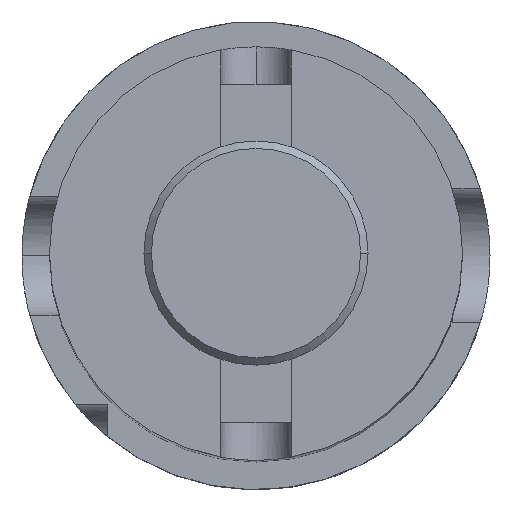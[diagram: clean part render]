
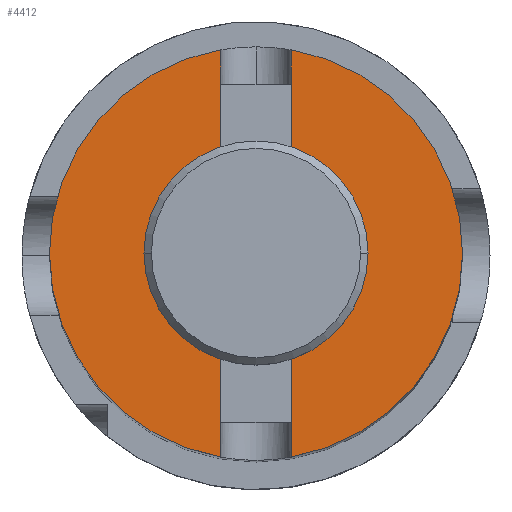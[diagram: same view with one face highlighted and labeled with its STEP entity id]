
A CAD part, top view. The second image highlights one B-rep face of the part: STEP entity #4412.
In plain terms, the highlighted planar face has unit normal (0, 0, 1).
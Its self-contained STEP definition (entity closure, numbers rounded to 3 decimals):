
#27 = ORIENTED_EDGE ( 'NONE', *, *, #3174, .F. ) ;
#55 = CARTESIAN_POINT ( 'NONE',  ( -4.762, 27.813, 203.2 ) ) ;
#126 = DIRECTION ( 'NONE',  ( 1., 0., 0. ) ) ;
#139 = EDGE_CURVE ( 'NONE', #1124, #1918, #1914, .T. ) ;
#147 = CARTESIAN_POINT ( 'NONE',  ( 4.763, -22.775, 203.2 ) ) ;
#167 = CARTESIAN_POINT ( 'NONE',  ( 27.813, 0., 203.2 ) ) ;
#221 = VERTEX_POINT ( 'NONE', #2930 ) ;
#226 = ORIENTED_EDGE ( 'NONE', *, *, #1322, .T. ) ;
#299 = DIRECTION ( 'NONE',  ( 0., 1., 0. ) ) ;
#370 = VECTOR ( 'NONE', #1930, 1000. ) ;
#376 = LINE ( 'NONE', #3030, #2007 ) ;
#410 = EDGE_LOOP ( 'NONE', ( #1147, #4201 ) ) ;
#445 = AXIS2_PLACEMENT_3D ( 'NONE', #3211, #1102, #3563 ) ;
#487 = CARTESIAN_POINT ( 'NONE',  ( 0., 0., 203.2 ) ) ;
#635 = AXIS2_PLACEMENT_3D ( 'NONE', #3703, #1584, #4051 ) ;
#668 = ORIENTED_EDGE ( 'NONE', *, *, #1646, .T. ) ;
#675 = VECTOR ( 'NONE', #126, 1000. ) ;
#704 = CARTESIAN_POINT ( 'NONE',  ( 4.763, 22.775, 203.2 ) ) ;
#746 = ORIENTED_EDGE ( 'NONE', *, *, #1957, .F. ) ;
#750 = VECTOR ( 'NONE', #299, 1000. ) ;
#809 = VECTOR ( 'NONE', #4324, 1000. ) ;
#837 = DIRECTION ( 'NONE',  ( -1., 0., 0. ) ) ;
#849 = VERTEX_POINT ( 'NONE', #1017 ) ;
#860 = VERTEX_POINT ( 'NONE', #1344 ) ;
#911 = ORIENTED_EDGE ( 'NONE', *, *, #4021, .F. ) ;
#926 = CARTESIAN_POINT ( 'NONE',  ( 4.763, 27.813, 203.2 ) ) ;
#938 = CARTESIAN_POINT ( 'NONE',  ( -4.762, 27.813, 203.2 ) ) ;
#939 = CARTESIAN_POINT ( 'NONE',  ( 0., 0., 203.2 ) ) ;
#998 = FACE_BOUND ( 'NONE', #410, .T. ) ;
#1014 = EDGE_CURVE ( 'NONE', #3632, #849, #4196, .T. ) ;
#1017 = CARTESIAN_POINT ( 'NONE',  ( 12.7, 0., 203.2 ) ) ;
#1081 = VECTOR ( 'NONE', #1734, 1000. ) ;
#1102 = DIRECTION ( 'NONE',  ( 0., 0., -1. ) ) ;
#1124 = VERTEX_POINT ( 'NONE', #2641 ) ;
#1135 = CIRCLE ( 'NONE', #445, 12.7 ) ;
#1136 = CARTESIAN_POINT ( 'NONE',  ( -4.762, -27.402, 203.2 ) ) ;
#1147 = ORIENTED_EDGE ( 'NONE', *, *, #1014, .T. ) ;
#1149 = DIRECTION ( 'NONE',  ( 0., 0., -1. ) ) ;
#1214 = CARTESIAN_POINT ( 'NONE',  ( 0., 0., 203.2 ) ) ;
#1270 = DIRECTION ( 'NONE',  ( 1., 0., 0. ) ) ;
#1281 = DIRECTION ( 'NONE',  ( -1., 0., 0. ) ) ;
#1300 = VECTOR ( 'NONE', #3372, 1000. ) ;
#1314 = VECTOR ( 'NONE', #2993, 1000. ) ;
#1322 = EDGE_CURVE ( 'NONE', #2898, #2423, #3206, .T. ) ;
#1344 = CARTESIAN_POINT ( 'NONE',  ( 4.763, -27.402, 203.2 ) ) ;
#1450 = CARTESIAN_POINT ( 'NONE',  ( -4.763, 13.25, 203.2 ) ) ;
#1515 = LINE ( 'NONE', #926, #1300 ) ;
#1519 = LINE ( 'NONE', #2969, #370 ) ;
#1567 = VERTEX_POINT ( 'NONE', #3758 ) ;
#1584 = DIRECTION ( 'NONE',  ( 0., 0., -1. ) ) ;
#1646 = EDGE_CURVE ( 'NONE', #2920, #2898, #3945, .T. ) ;
#1679 = LINE ( 'NONE', #2739, #750 ) ;
#1682 = AXIS2_PLACEMENT_3D ( 'NONE', #3940, #1830, #4298 ) ;
#1703 = LINE ( 'NONE', #2221, #675 ) ;
#1713 = ORIENTED_EDGE ( 'NONE', *, *, #1965, .F. ) ;
#1724 = CIRCLE ( 'NONE', #4103, 27.813 ) ;
#1732 = LINE ( 'NONE', #2885, #809 ) ;
#1734 = DIRECTION ( 'NONE',  ( 0., -1., 0. ) ) ;
#1810 = PLANE ( 'NONE',  #2057 ) ;
#1830 = DIRECTION ( 'NONE',  ( 0., 0., -1. ) ) ;
#1866 = ORIENTED_EDGE ( 'NONE', *, *, #3347, .F. ) ;
#1914 = LINE ( 'NONE', #938, #1314 ) ;
#1918 = VERTEX_POINT ( 'NONE', #2995 ) ;
#1930 = DIRECTION ( 'NONE',  ( 0., -1., 0. ) ) ;
#1957 = EDGE_CURVE ( 'NONE', #2812, #4018, #3889, .T. ) ;
#1965 = EDGE_CURVE ( 'NONE', #2920, #1567, #376, .T. ) ;
#1993 = ORIENTED_EDGE ( 'NONE', *, *, #2602, .T. ) ;
#2003 = LINE ( 'NONE', #4199, #1081 ) ;
#2007 = VECTOR ( 'NONE', #1270, 1000. ) ;
#2053 = CIRCLE ( 'NONE', #1682, 27.813 ) ;
#2057 = AXIS2_PLACEMENT_3D ( 'NONE', #3911, #4281, #2157 ) ;
#2072 = ORIENTED_EDGE ( 'NONE', *, *, #3904, .T. ) ;
#2157 = DIRECTION ( 'NONE',  ( 1., 0., 0. ) ) ;
#2174 = VERTEX_POINT ( 'NONE', #3165 ) ;
#2204 = ORIENTED_EDGE ( 'NONE', *, *, #2507, .T. ) ;
#2218 = ORIENTED_EDGE ( 'NONE', *, *, #3626, .F. ) ;
#2221 = CARTESIAN_POINT ( 'NONE',  ( -4.762, -13.25, 203.2 ) ) ;
#2259 = VECTOR ( 'NONE', #3281, 1000. ) ;
#2265 = EDGE_CURVE ( 'NONE', #849, #3632, #1135, .T. ) ;
#2345 = EDGE_CURVE ( 'NONE', #1918, #2812, #1732, .T. ) ;
#2423 = VERTEX_POINT ( 'NONE', #2940 ) ;
#2502 = EDGE_LOOP ( 'NONE', ( #4093, #2072, #1866, #27, #4352, #2218, #1993, #2204, #1713, #668, #226, #911, #746, #2936 ) ) ;
#2507 = EDGE_CURVE ( 'NONE', #3789, #1567, #1519, .T. ) ;
#2602 = EDGE_CURVE ( 'NONE', #2174, #3789, #2003, .T. ) ;
#2619 = CARTESIAN_POINT ( 'NONE',  ( -27.813, 0., 203.2 ) ) ;
#2630 = CARTESIAN_POINT ( 'NONE',  ( -4.762, 27.813, 203.2 ) ) ;
#2641 = CARTESIAN_POINT ( 'NONE',  ( -4.763, -13.25, 203.2 ) ) ;
#2739 = CARTESIAN_POINT ( 'NONE',  ( 4.763, 27.813, 203.2 ) ) ;
#2812 = VERTEX_POINT ( 'NONE', #1136 ) ;
#2843 = FACE_OUTER_BOUND ( 'NONE', #2502, .T. ) ;
#2853 = DIRECTION ( 'NONE',  ( 0., 1., 0. ) ) ;
#2885 = CARTESIAN_POINT ( 'NONE',  ( -4.762, 27.813, 203.2 ) ) ;
#2898 = VERTEX_POINT ( 'NONE', #4396 ) ;
#2920 = VERTEX_POINT ( 'NONE', #1450 ) ;
#2927 = DIRECTION ( 'NONE',  ( 0., 0., -1. ) ) ;
#2930 = CARTESIAN_POINT ( 'NONE',  ( 4.763, -13.25, 203.2 ) ) ;
#2936 = ORIENTED_EDGE ( 'NONE', *, *, #2345, .F. ) ;
#2940 = CARTESIAN_POINT ( 'NONE',  ( -4.762, 27.402, 203.2 ) ) ;
#2946 = EDGE_CURVE ( 'NONE', #3094, #860, #2053, .T. ) ;
#2969 = CARTESIAN_POINT ( 'NONE',  ( 4.763, 27.813, 203.2 ) ) ;
#2993 = DIRECTION ( 'NONE',  ( 0., -1., 0. ) ) ;
#2995 = CARTESIAN_POINT ( 'NONE',  ( -4.763, -22.775, 203.2 ) ) ;
#3009 = VECTOR ( 'NONE', #2853, 1000. ) ;
#3030 = CARTESIAN_POINT ( 'NONE',  ( -4.762, 13.25, 203.2 ) ) ;
#3094 = VERTEX_POINT ( 'NONE', #167 ) ;
#3133 = CIRCLE ( 'NONE', #635, 27.813 ) ;
#3165 = CARTESIAN_POINT ( 'NONE',  ( 4.763, 27.402, 203.2 ) ) ;
#3174 = EDGE_CURVE ( 'NONE', #860, #3943, #1515, .T. ) ;
#3206 = LINE ( 'NONE', #2630, #2259 ) ;
#3211 = CARTESIAN_POINT ( 'NONE',  ( 0., 0., 203.2 ) ) ;
#3281 = DIRECTION ( 'NONE',  ( 0., 1., 0. ) ) ;
#3286 = CARTESIAN_POINT ( 'NONE',  ( -12.7, 0., 203.2 ) ) ;
#3347 = EDGE_CURVE ( 'NONE', #3943, #221, #1679, .T. ) ;
#3372 = DIRECTION ( 'NONE',  ( 0., 1., 0. ) ) ;
#3386 = DIRECTION ( 'NONE',  ( 0., 0., -1. ) ) ;
#3563 = DIRECTION ( 'NONE',  ( -1., 0., 0. ) ) ;
#3626 = EDGE_CURVE ( 'NONE', #2174, #3094, #1724, .T. ) ;
#3632 = VERTEX_POINT ( 'NONE', #3286 ) ;
#3703 = CARTESIAN_POINT ( 'NONE',  ( 0., 0., 203.2 ) ) ;
#3758 = CARTESIAN_POINT ( 'NONE',  ( 4.763, 13.25, 203.2 ) ) ;
#3789 = VERTEX_POINT ( 'NONE', #704 ) ;
#3889 = CIRCLE ( 'NONE', #3915, 27.813 ) ;
#3904 = EDGE_CURVE ( 'NONE', #1124, #221, #1703, .T. ) ;
#3911 = CARTESIAN_POINT ( 'NONE',  ( 0., 27.813, 203.2 ) ) ;
#3915 = AXIS2_PLACEMENT_3D ( 'NONE', #939, #3386, #1281 ) ;
#3940 = CARTESIAN_POINT ( 'NONE',  ( 0., 0., 203.2 ) ) ;
#3943 = VERTEX_POINT ( 'NONE', #147 ) ;
#3944 = AXIS2_PLACEMENT_3D ( 'NONE', #1214, #1149, #4301 ) ;
#3945 = LINE ( 'NONE', #55, #3009 ) ;
#4018 = VERTEX_POINT ( 'NONE', #2619 ) ;
#4021 = EDGE_CURVE ( 'NONE', #4018, #2423, #3133, .T. ) ;
#4051 = DIRECTION ( 'NONE',  ( -1., 0., 0. ) ) ;
#4093 = ORIENTED_EDGE ( 'NONE', *, *, #139, .F. ) ;
#4103 = AXIS2_PLACEMENT_3D ( 'NONE', #487, #2927, #837 ) ;
#4196 = CIRCLE ( 'NONE', #3944, 12.7 ) ;
#4199 = CARTESIAN_POINT ( 'NONE',  ( 4.763, 27.813, 203.2 ) ) ;
#4201 = ORIENTED_EDGE ( 'NONE', *, *, #2265, .T. ) ;
#4281 = DIRECTION ( 'NONE',  ( 0., 0., 1. ) ) ;
#4298 = DIRECTION ( 'NONE',  ( -1., 0., 0. ) ) ;
#4301 = DIRECTION ( 'NONE',  ( -1., 0., 0. ) ) ;
#4324 = DIRECTION ( 'NONE',  ( 0., -1., 0. ) ) ;
#4352 = ORIENTED_EDGE ( 'NONE', *, *, #2946, .F. ) ;
#4396 = CARTESIAN_POINT ( 'NONE',  ( -4.762, 22.775, 203.2 ) ) ;
#4412 = ADVANCED_FACE ( 'NONE', ( #2843, #998 ), #1810, .T. ) ;
